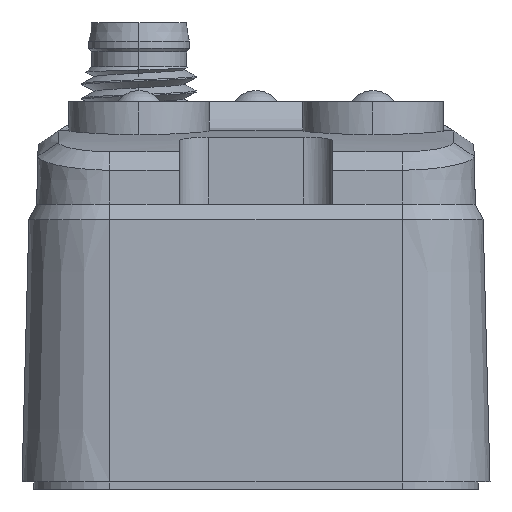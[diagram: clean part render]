
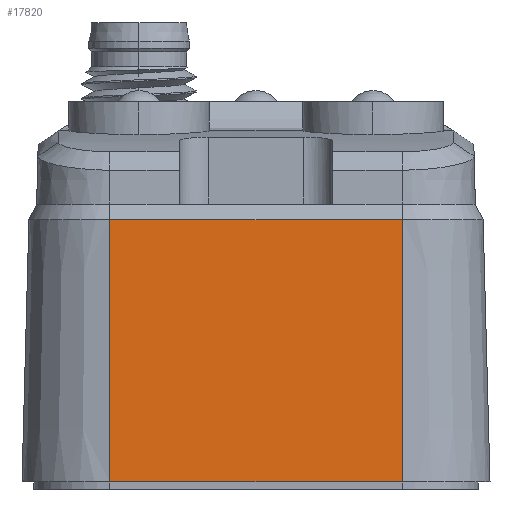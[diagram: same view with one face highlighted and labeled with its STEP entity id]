
A CAD part, front view. The second image highlights one B-rep face of the part: STEP entity #17820.
In plain terms, the highlighted planar face has unit normal (0, -1, 0.026).
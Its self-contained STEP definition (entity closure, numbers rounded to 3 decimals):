
#8892=LINE('',#89990,#14937);
#8893=LINE('',#89992,#14938);
#8894=LINE('',#89994,#14939);
#8895=LINE('',#89996,#14940);
#14937=VECTOR('',#71862,1.);
#14938=VECTOR('',#71865,1.);
#14939=VECTOR('',#71866,1.);
#14940=VECTOR('',#71867,1.);
#17820=ADVANCED_FACE('',(#22572),#20118,.F.);
#20118=PLANE('',#59117);
#22572=FACE_OUTER_BOUND('',#25517,.T.);
#25517=EDGE_LOOP('',(#37943,#37944,#37945,#37946));
#37943=ORIENTED_EDGE('',*,*,#53517,.T.);
#37944=ORIENTED_EDGE('',*,*,#53518,.F.);
#37945=ORIENTED_EDGE('',*,*,#53519,.T.);
#37946=ORIENTED_EDGE('',*,*,#53520,.F.);
#46128=VERTEX_POINT('',#89985);
#46129=VERTEX_POINT('',#89989);
#46130=VERTEX_POINT('',#89993);
#46131=VERTEX_POINT('',#89995);
#53517=EDGE_CURVE('',#46128,#46129,#8892,.T.);
#53518=EDGE_CURVE('',#46130,#46129,#8893,.T.);
#53519=EDGE_CURVE('',#46130,#46131,#8894,.T.);
#53520=EDGE_CURVE('',#46128,#46131,#8895,.T.);
#59117=AXIS2_PLACEMENT_3D('',#89997,#71868,#71869);
#71862=DIRECTION('',(0.,-0.026,-1.));
#71865=DIRECTION('',(-1.,0.,0.));
#71866=DIRECTION('',(0.,0.026,1.));
#71867=DIRECTION('',(1.,0.,0.));
#71868=DIRECTION('',(0.,1.,-0.026));
#71869=DIRECTION('',(1.,0.,0.));
#89985=CARTESIAN_POINT('',(-232.,-77.03,17.94));
#89989=CARTESIAN_POINT('',(-232.,-77.5,0.));
#89990=CARTESIAN_POINT('',(-232.,-77.03,17.94));
#89992=CARTESIAN_POINT('',(-212.,-77.5,0.));
#89993=CARTESIAN_POINT('',(-212.,-77.5,0.));
#89994=CARTESIAN_POINT('',(-212.,-77.5,0.));
#89995=CARTESIAN_POINT('',(-212.,-77.03,17.94));
#89996=CARTESIAN_POINT('',(-232.,-77.03,17.94));
#89997=CARTESIAN_POINT('',(-222.,-77.5,0.));
